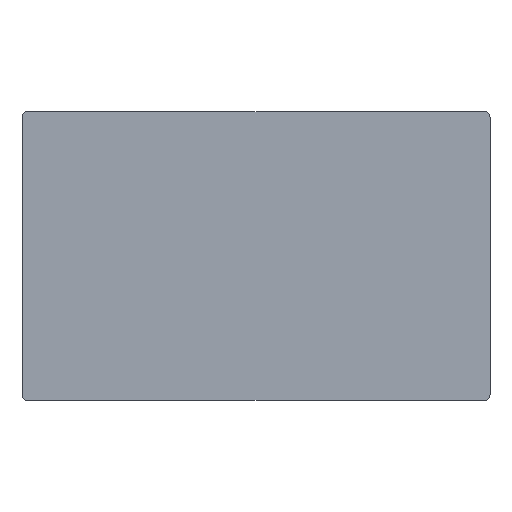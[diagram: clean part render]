
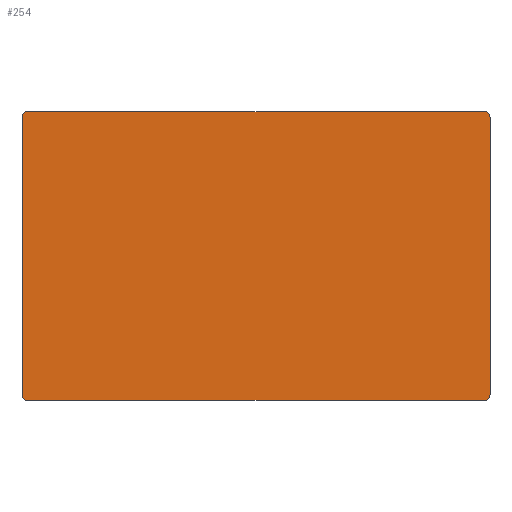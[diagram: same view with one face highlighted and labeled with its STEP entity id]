
A CAD part, front view. The second image highlights one B-rep face of the part: STEP entity #254.
In plain terms, the highlighted planar face has unit normal (0, -1, 0).
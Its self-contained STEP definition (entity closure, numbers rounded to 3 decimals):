
#15 = CARTESIAN_POINT ( 'NONE',  ( 20.25, 0., 11.994 ) ) ;
#16 = VERTEX_POINT ( 'NONE', #15 ) ;
#17 = CARTESIAN_POINT ( 'NONE',  ( 20.25, 0., -11.994 ) ) ;
#18 = VERTEX_POINT ( 'NONE', #17 ) ;
#19 = CARTESIAN_POINT ( 'NONE',  ( 20.25, 0., 12.5 ) ) ;
#20 = DIRECTION ( 'NONE',  ( 0., 0., -1. ) ) ;
#21 = VECTOR ( 'NONE', #20, 1000. ) ;
#22 = LINE ( 'NONE', #19, #21 ) ;
#23 = EDGE_CURVE ( 'NONE', #16, #18, #22, .T. ) ;
#55 = CARTESIAN_POINT ( 'NONE',  ( 19.744, 0., -12.5 ) ) ;
#56 = VERTEX_POINT ( 'NONE', #55 ) ;
#57 = CARTESIAN_POINT ( 'NONE',  ( -19.744, 0., -12.5 ) ) ;
#58 = VERTEX_POINT ( 'NONE', #57 ) ;
#59 = CARTESIAN_POINT ( 'NONE',  ( -20.25, 0., -12.5 ) ) ;
#60 = DIRECTION ( 'NONE',  ( -1., 0., 0. ) ) ;
#61 = VECTOR ( 'NONE', #60, 1000. ) ;
#62 = LINE ( 'NONE', #59, #61 ) ;
#63 = EDGE_CURVE ( 'NONE', #56, #58, #62, .T. ) ;
#105 = CARTESIAN_POINT ( 'NONE',  ( -20.25, 0., -11.994 ) ) ;
#106 = VERTEX_POINT ( 'NONE', #105 ) ;
#113 = CARTESIAN_POINT ( 'NONE',  ( -20.25, 0., 11.994 ) ) ;
#114 = VERTEX_POINT ( 'NONE', #113 ) ;
#115 = CARTESIAN_POINT ( 'NONE',  ( -20.25, 0., 12.5 ) ) ;
#116 = DIRECTION ( 'NONE',  ( 0., 0., 1. ) ) ;
#117 = VECTOR ( 'NONE', #116, 1000. ) ;
#118 = LINE ( 'NONE', #115, #117 ) ;
#119 = EDGE_CURVE ( 'NONE', #106, #114, #118, .T. ) ;
#135 = CARTESIAN_POINT ( 'NONE',  ( -19.744, 0., 12.5 ) ) ;
#136 = VERTEX_POINT ( 'NONE', #135 ) ;
#137 = CARTESIAN_POINT ( 'NONE',  ( 19.744, 0., 12.5 ) ) ;
#138 = VERTEX_POINT ( 'NONE', #137 ) ;
#139 = CARTESIAN_POINT ( 'NONE',  ( -20.25, 0., 12.5 ) ) ;
#140 = DIRECTION ( 'NONE',  ( 1., 0., 0. ) ) ;
#141 = VECTOR ( 'NONE', #140, 1000. ) ;
#142 = LINE ( 'NONE', #139, #141 ) ;
#143 = EDGE_CURVE ( 'NONE', #136, #138, #142, .T. ) ;
#215 = ORIENTED_EDGE ( 'NONE', *, *, #119, .F. ) ;
#216 = CARTESIAN_POINT ( 'NONE',  ( -19.744, 0., -11.994 ) ) ;
#217 = DIRECTION ( 'NONE',  ( 0., -1., 0. ) ) ;
#218 = DIRECTION ( 'NONE',  ( 0., 0., -1. ) ) ;
#219 = AXIS2_PLACEMENT_3D ( 'NONE', #216, #217, #218 ) ;
#220 = CIRCLE ( 'NONE', #219, 0.506) ;
#221 = EDGE_CURVE ( 'NONE', #106, #58, #220, .T. ) ;
#222 = ORIENTED_EDGE ( 'NONE', *, *, #221, .T. ) ;
#223 = ORIENTED_EDGE ( 'NONE', *, *, #63, .F. ) ;
#224 = CARTESIAN_POINT ( 'NONE',  ( 19.744, 0., -11.994 ) ) ;
#225 = DIRECTION ( 'NONE',  ( 0., -1., 0. ) ) ;
#226 = DIRECTION ( 'NONE',  ( 0., 0., -1. ) ) ;
#227 = AXIS2_PLACEMENT_3D ( 'NONE', #224, #225, #226 ) ;
#228 = CIRCLE ( 'NONE', #227, 0.506) ;
#229 = EDGE_CURVE ( 'NONE', #56, #18, #228, .T. ) ;
#230 = ORIENTED_EDGE ( 'NONE', *, *, #229, .T. ) ;
#231 = ORIENTED_EDGE ( 'NONE', *, *, #23, .F. ) ;
#232 = CARTESIAN_POINT ( 'NONE',  ( 19.744, 0., 11.994 ) ) ;
#233 = DIRECTION ( 'NONE',  ( 0., -1., 0. ) ) ;
#234 = DIRECTION ( 'NONE',  ( 0., 0., -1. ) ) ;
#235 = AXIS2_PLACEMENT_3D ( 'NONE', #232, #233, #234 ) ;
#236 = CIRCLE ( 'NONE', #235, 0.506) ;
#237 = EDGE_CURVE ( 'NONE', #16, #138, #236, .T. ) ;
#238 = ORIENTED_EDGE ( 'NONE', *, *, #237, .T. ) ;
#239 = ORIENTED_EDGE ( 'NONE', *, *, #143, .F. ) ;
#240 = CARTESIAN_POINT ( 'NONE',  ( -19.744, 0., 11.994 ) ) ;
#241 = DIRECTION ( 'NONE',  ( 0., -1., 0. ) ) ;
#242 = DIRECTION ( 'NONE',  ( 0., 0., -1. ) ) ;
#243 = AXIS2_PLACEMENT_3D ( 'NONE', #240, #241, #242 ) ;
#244 = CIRCLE ( 'NONE', #243, 0.506) ;
#245 = EDGE_CURVE ( 'NONE', #136, #114, #244, .T. ) ;
#246 = ORIENTED_EDGE ( 'NONE', *, *, #245, .T. ) ;
#247 = EDGE_LOOP ( 'NONE', ( #215, #222, #223, #230, #231, #238, #239, #246 ) ) ;
#248 = FACE_OUTER_BOUND ( 'NONE', #247, .T. ) ;
#249 = CARTESIAN_POINT ( 'NONE',  ( 0., 0., 0. ) ) ;
#250 = DIRECTION ( 'NONE',  ( 0., -1., 0. ) ) ;
#251 = DIRECTION ( 'NONE',  ( 0., 0., -1. ) ) ;
#252 = AXIS2_PLACEMENT_3D ( 'NONE', #249, #250, #251 ) ;
#253 = PLANE ( 'NONE', #252 ) ;
#254 = ADVANCED_FACE ( 'NONE', ( #248 ), #253, .T. ) ;
